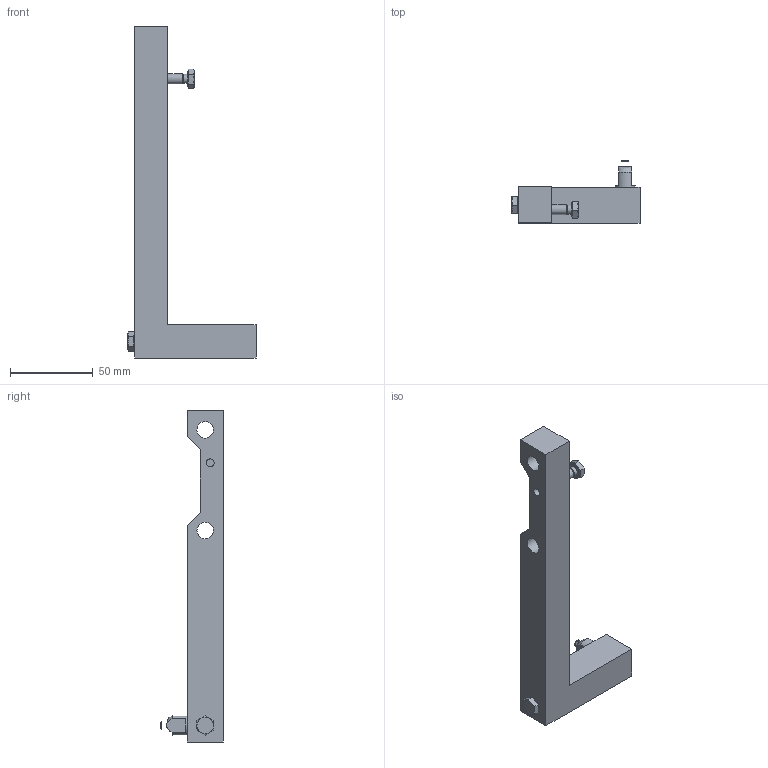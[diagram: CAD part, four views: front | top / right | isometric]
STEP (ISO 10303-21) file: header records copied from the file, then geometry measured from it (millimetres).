
FILE_DESCRIPTION(/* description */ ('Norm.ipt Template'),/* implementation_level */ '2;1');
FILE_NAME(/* name */ 'MT_BGR00017976_Calibration_device.stp',/* time_stamp */ '2026-03-31T13:42:35+02:00',/* author */ ('michael.schutter'),/* organization */ (''),/* preprocessor_version */ 'ST-DEVELOPER v19.2',/* originating_system */ 'Autodesk Inventor 2023',/* authorisation */ '');
FILE_SCHEMA (('AUTOMOTIVE_DESIGN { 1 0 10303 214 3 1 1 }'));
Length unit declared in the file: millimetre
Products named in the file (1): MT_WST00100294 Dummy Kalibriervorrichtung
Bounding box: 77.5 x 38 x 201 mm (x, y, z)
Volume: 103473.5 mm3; surface area: 23761.1 mm2
Topology: 1 solids, 1 shells, 61 faces, 142 edges, 90 vertices
Faces by surface type: plane 35, cone 15, cylinder 8, torus 3
Full cylindrical faces by diameter (mm): 4.917 x1, 5.459 x1, 6 x1, 8.7 x1, 8.88 x1, 10 x2, 12 x1
Entity records: 1840 total; most frequent: CARTESIAN_POINT 348, ORIENTED_EDGE 284, DIRECTION 283, EDGE_CURVE 142, AXIS2_PLACEMENT_3D 106, VERTEX_POINT 90, EDGE_LOOP 72, LINE 71
